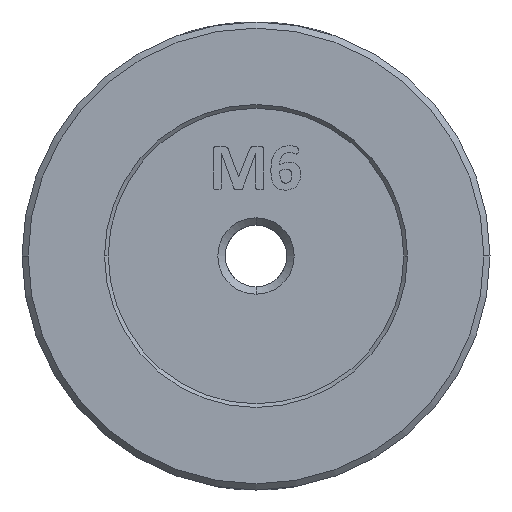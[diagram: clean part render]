
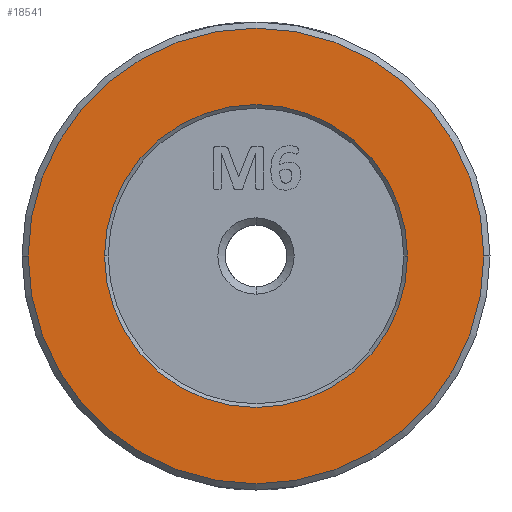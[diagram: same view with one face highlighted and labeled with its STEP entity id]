
A CAD part, left-side view. The second image highlights one B-rep face of the part: STEP entity #18541.
In plain terms, the highlighted planar face has unit normal (-1, 0, 0).
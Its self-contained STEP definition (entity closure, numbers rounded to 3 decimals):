
#969 = DIRECTION ( 'NONE',  ( -1., 0., 0. ) ) ;
#1013 = DIRECTION ( 'NONE',  ( 0., -1., 0. ) ) ;
#2008 = ORIENTED_EDGE ( 'NONE', *, *, #16744, .T. ) ;
#2292 = CARTESIAN_POINT ( 'NONE',  ( 0., -12.3, 0. ) ) ;
#3111 = AXIS2_PLACEMENT_3D ( 'NONE', #3141, #969, #7922 ) ;
#3141 = CARTESIAN_POINT ( 'NONE',  ( 0., 0., 0. ) ) ;
#3179 = EDGE_CURVE ( 'NONE', #29039, #9057, #16912, .T. ) ;
#3406 = AXIS2_PLACEMENT_3D ( 'NONE', #5505, #17416, #1013 ) ;
#4129 = DIRECTION ( 'NONE',  ( -1., 0., 0. ) ) ;
#4607 = EDGE_CURVE ( 'NONE', #9057, #29039, #26747, .T. ) ;
#5505 = CARTESIAN_POINT ( 'NONE',  ( 0., 0., 0. ) ) ;
#5920 = FACE_BOUND ( 'NONE', #28576, .T. ) ;
#6285 = CARTESIAN_POINT ( 'NONE',  ( 0., 0., 0. ) ) ;
#6442 = DIRECTION ( 'NONE',  ( 0., -1., 0. ) ) ;
#7922 = DIRECTION ( 'NONE',  ( 0., 0., 1. ) ) ;
#8429 = VERTEX_POINT ( 'NONE', #2292 ) ;
#8489 = AXIS2_PLACEMENT_3D ( 'NONE', #14508, #21468, #11721 ) ;
#9057 = VERTEX_POINT ( 'NONE', #17255 ) ;
#9194 = DIRECTION ( 'NONE',  ( 0., -1., 0. ) ) ;
#9463 = AXIS2_PLACEMENT_3D ( 'NONE', #14000, #4129, #6442 ) ;
#9468 = ORIENTED_EDGE ( 'NONE', *, *, #11457, .T. ) ;
#11457 = EDGE_CURVE ( 'NONE', #8429, #28379, #16919, .T. ) ;
#11721 = DIRECTION ( 'NONE',  ( 0., -1., 0. ) ) ;
#11775 = CIRCLE ( 'NONE', #3406, 12.3 ) ;
#13235 = CARTESIAN_POINT ( 'NONE',  ( 0., 18.5, 0. ) ) ;
#14000 = CARTESIAN_POINT ( 'NONE',  ( 0., 0., 0. ) ) ;
#14508 = CARTESIAN_POINT ( 'NONE',  ( 0., 0., 0. ) ) ;
#14599 = EDGE_LOOP ( 'NONE', ( #30188, #20722 ) ) ;
#16744 = EDGE_CURVE ( 'NONE', #28379, #8429, #11775, .T. ) ;
#16912 = CIRCLE ( 'NONE', #9463, 18.5 ) ;
#16919 = CIRCLE ( 'NONE', #24804, 12.3 ) ;
#17255 = CARTESIAN_POINT ( 'NONE',  ( 0., -18.5, 0. ) ) ;
#17416 = DIRECTION ( 'NONE',  ( 1., 0., 0. ) ) ;
#18541 = ADVANCED_FACE ( 'NONE', ( #5920, #22318 ), #29109, .T. ) ;
#20722 = ORIENTED_EDGE ( 'NONE', *, *, #4607, .T. ) ;
#21468 = DIRECTION ( 'NONE',  ( -1., 0., 0. ) ) ;
#22318 = FACE_OUTER_BOUND ( 'NONE', #14599, .T. ) ;
#24804 = AXIS2_PLACEMENT_3D ( 'NONE', #6285, #25130, #9194 ) ;
#25130 = DIRECTION ( 'NONE',  ( 1., 0., 0. ) ) ;
#26747 = CIRCLE ( 'NONE', #8489, 18.5 ) ;
#27667 = CARTESIAN_POINT ( 'NONE',  ( 0., 12.3, 0. ) ) ;
#28379 = VERTEX_POINT ( 'NONE', #27667 ) ;
#28576 = EDGE_LOOP ( 'NONE', ( #9468, #2008 ) ) ;
#29039 = VERTEX_POINT ( 'NONE', #13235 ) ;
#29109 = PLANE ( 'NONE',  #3111 ) ;
#30188 = ORIENTED_EDGE ( 'NONE', *, *, #3179, .T. ) ;
